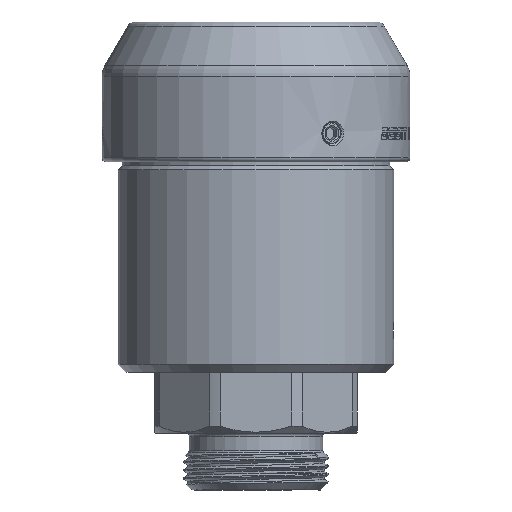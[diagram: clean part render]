
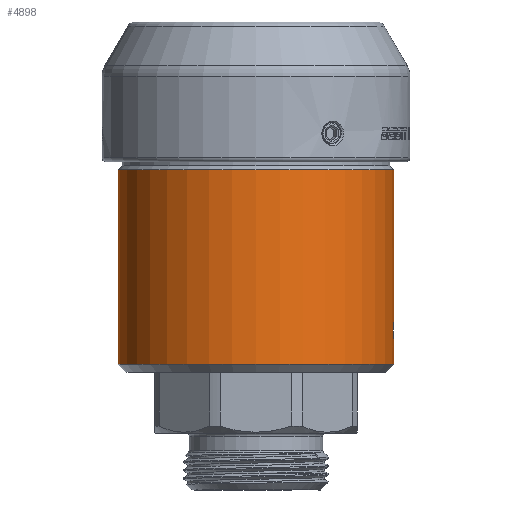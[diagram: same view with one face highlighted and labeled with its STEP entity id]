
A CAD part, front view. The second image highlights one B-rep face of the part: STEP entity #4898.
In plain terms, the highlighted cylindrical face has radius 34 mm (diameter 68 mm), a full revolution.
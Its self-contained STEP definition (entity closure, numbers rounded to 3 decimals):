
#4016=CARTESIAN_POINT('',(33.941,-2.004,-119.7));
#4017=VERTEX_POINT('',#4016);
#4029=CARTESIAN_POINT('',(33.997,-0.457,-118.984));
#4030=VERTEX_POINT('',#4029);
#4031=CARTESIAN_POINT('',(33.997,-0.457,-118.984));
#4032=CARTESIAN_POINT('',(33.989,-1.029,-119.071));
#4033=CARTESIAN_POINT('',(33.967,-1.569,-119.322));
#4034=CARTESIAN_POINT('',(33.941,-2.004,-119.7));
#4035=B_SPLINE_CURVE_WITH_KNOTS('',3,(#4031,#4032,#4033,#4034),.UNSPECIFIED.,.F.,.U.,(4,4),(0.,1.),.UNSPECIFIED.);
#4036=EDGE_CURVE('',#4030,#4017,#4035,.T.);
#4320=CARTESIAN_POINT('',(33.992,-0.726,-124.445));
#4321=VERTEX_POINT('',#4320);
#4322=CARTESIAN_POINT('',(33.941,-2.004,-119.7));
#4323=CARTESIAN_POINT('',(33.904,-2.635,-120.452));
#4324=CARTESIAN_POINT('',(33.867,-3.006,-122.022));
#4325=CARTESIAN_POINT('',(33.942,-2.074,-123.817));
#4326=CARTESIAN_POINT('',(33.982,-1.205,-124.339));
#4327=CARTESIAN_POINT('',(33.992,-0.726,-124.445));
#4328=B_SPLINE_CURVE_WITH_KNOTS('',3,(#4322,#4323,#4324,#4325,#4326,#4327),.UNSPECIFIED.,.F.,.U.,(4,1,1,4),(0.,0.5,0.75,1.),.UNSPECIFIED.);
#4329=EDGE_CURVE('',#4017,#4321,#4328,.T.);
#4558=CARTESIAN_POINT('',(33.928,2.207,-123.277));
#4559=VERTEX_POINT('',#4558);
#4573=CARTESIAN_POINT('',(34.,0.,-118.997));
#4574=VERTEX_POINT('',#4573);
#4575=CARTESIAN_POINT('',(34.,0.,-118.997));
#4576=CARTESIAN_POINT('',(34.,0.372,-119.031));
#4577=CARTESIAN_POINT('',(33.982,1.47,-119.31));
#4578=CARTESIAN_POINT('',(33.921,2.331,-120.126));
#4579=CARTESIAN_POINT('',(33.878,2.889,-121.532));
#4580=CARTESIAN_POINT('',(33.885,2.829,-122.321));
#4581=CARTESIAN_POINT('',(33.916,2.384,-123.044));
#4582=CARTESIAN_POINT('',(33.921,2.313,-123.148));
#4583=CARTESIAN_POINT('',(33.927,2.234,-123.245));
#4584=CARTESIAN_POINT('',(33.928,2.207,-123.277));
#4585=B_SPLINE_CURVE_WITH_KNOTS('',3,(#4575,#4576,#4577,#4578,#4579,#4580,#4581,#4582,#4583,#4584),.UNSPECIFIED.,.F.,.U.,(4,1,2,2,1,4),(0.,0.186,0.558,0.938,0.979,1.),.UNSPECIFIED.);
#4586=EDGE_CURVE('',#4574,#4559,#4585,.T.);
#4588=CARTESIAN_POINT('',(33.997,-0.457,-118.984));
#4589=CARTESIAN_POINT('',(33.997,-0.431,-118.983));
#4590=CARTESIAN_POINT('',(33.999,-0.304,-118.98));
#4591=CARTESIAN_POINT('',(34.,-0.152,-118.984));
#4592=CARTESIAN_POINT('',(34.,-0.025,-118.994));
#4593=CARTESIAN_POINT('',(34.,0.,-118.997));
#4594=B_SPLINE_CURVE_WITH_KNOTS('',3,(#4588,#4589,#4590,#4591,#4592,#4593),.UNSPECIFIED.,.F.,.U.,(4,1,1,4),(0.,0.167,0.834,1.),.UNSPECIFIED.);
#4595=EDGE_CURVE('',#4030,#4574,#4594,.T.);
#4660=CARTESIAN_POINT('',(34.,0.,-124.55));
#4661=VERTEX_POINT('',#4660);
#4662=CARTESIAN_POINT('',(33.928,2.207,-123.277));
#4663=CARTESIAN_POINT('',(33.937,2.077,-123.502));
#4664=CARTESIAN_POINT('',(33.966,1.585,-124.118));
#4665=CARTESIAN_POINT('',(33.993,0.838,-124.462));
#4666=CARTESIAN_POINT('',(33.999,0.259,-124.538));
#4667=CARTESIAN_POINT('',(34.,0.148,-124.548));
#4668=CARTESIAN_POINT('',(34.,0.037,-124.55));
#4669=CARTESIAN_POINT('',(34.,0.,-124.55));
#4670=B_SPLINE_CURVE_WITH_KNOTS('',3,(#4662,#4663,#4664,#4665,#4666,#4667,#4668,#4669),.UNSPECIFIED.,.F.,.U.,(4,1,2,1,4),(0.,0.291,0.873,0.958,1.),.UNSPECIFIED.);
#4671=EDGE_CURVE('',#4559,#4661,#4670,.T.);
#4673=CARTESIAN_POINT('',(34.,0.,-124.55));
#4674=CARTESIAN_POINT('',(34.,-0.041,-124.55));
#4675=CARTESIAN_POINT('',(34.,-0.163,-124.547));
#4676=CARTESIAN_POINT('',(33.999,-0.286,-124.535));
#4677=CARTESIAN_POINT('',(33.997,-0.447,-124.512));
#4678=CARTESIAN_POINT('',(33.995,-0.568,-124.488));
#4679=CARTESIAN_POINT('',(33.993,-0.687,-124.456));
#4680=CARTESIAN_POINT('',(33.992,-0.726,-124.445));
#4681=B_SPLINE_CURVE_WITH_KNOTS('',3,(#4673,#4674,#4675,#4676,#4677,#4678,#4679,#4680),.UNSPECIFIED.,.F.,.U.,(4,1,2,1,4),(0.,0.167,0.5,0.833,1.),.UNSPECIFIED.);
#4682=EDGE_CURVE('',#4661,#4321,#4681,.T.);
#4772=CARTESIAN_POINT('',(-34.,0.,-82.));
#4773=VERTEX_POINT('',#4772);
#4774=CARTESIAN_POINT('',(34.,0.,-82.));
#4775=VERTEX_POINT('',#4774);
#4776=CARTESIAN_POINT('',(0.,0.,-82.));
#4777=DIRECTION('',(-1.,0.,0.));
#4778=DIRECTION('',(0.,0.,1.));
#4779=AXIS2_PLACEMENT_3D('',#4776,#4778,#4777);
#4780=CIRCLE('',#4779,34.);
#4781=EDGE_CURVE('',#4773,#4775,#4780,.T.);
#4783=CARTESIAN_POINT('',(0.,0.,-82.));
#4784=DIRECTION('',(-1.,0.,0.));
#4785=DIRECTION('',(0.,0.,-1.));
#4786=AXIS2_PLACEMENT_3D('',#4783,#4785,#4784);
#4787=CIRCLE('',#4786,34.);
#4788=EDGE_CURVE('',#4773,#4775,#4787,.T.);
#4808=CARTESIAN_POINT('',(-34.,0.,-130.));
#4809=VERTEX_POINT('',#4808);
#4810=CARTESIAN_POINT('',(34.,0.,-130.));
#4811=VERTEX_POINT('',#4810);
#4812=CARTESIAN_POINT('',(0.,0.,-130.));
#4813=DIRECTION('',(-1.,0.,0.));
#4814=DIRECTION('',(0.,0.,-1.));
#4815=AXIS2_PLACEMENT_3D('',#4812,#4814,#4813);
#4816=CIRCLE('',#4815,34.);
#4817=EDGE_CURVE('',#4809,#4811,#4816,.T.);
#4844=CARTESIAN_POINT('',(0.,0.,-130.));
#4845=DIRECTION('',(1.,0.,0.));
#4846=DIRECTION('',(-0.,0.,-1.));
#4847=AXIS2_PLACEMENT_3D('',#4844,#4846,#4845);
#4848=CIRCLE('',#4847,34.);
#4849=EDGE_CURVE('',#4811,#4809,#4848,.T.);
#4867=CARTESIAN_POINT('',(0.,0.,-130.));
#4868=DIRECTION('',(1.,0.,0.));
#4869=DIRECTION('',(0.,0.,1.));
#4870=AXIS2_PLACEMENT_3D('',#4867,#4869,#4868);
#4871=CYLINDRICAL_SURFACE('',#4870,34.);
#4872=ORIENTED_EDGE('',*,*,#4849,.F.);
#4873=CARTESIAN_POINT('',(34.,0.,-130.));
#4874=DIRECTION('',(0.,0.,1.));
#4875=VECTOR('',#4874,5.45);
#4876=LINE('',#4873,#4875);
#4877=EDGE_CURVE('',#4811,#4661,#4876,.T.);
#4878=ORIENTED_EDGE('E1479',*,*,#4877,.T.);
#4879=ORIENTED_EDGE('E1479',*,*,#4682,.T.);
#4880=ORIENTED_EDGE('E1479',*,*,#4329,.F.);
#4881=ORIENTED_EDGE('E1479',*,*,#4036,.F.);
#4882=ORIENTED_EDGE('E1479',*,*,#4595,.T.);
#4883=CARTESIAN_POINT('',(34.,0.,-118.997));
#4884=DIRECTION('',(0.,0.,1.));
#4885=VECTOR('',#4884,36.997);
#4886=LINE('',#4883,#4885);
#4887=EDGE_CURVE('',#4574,#4775,#4886,.T.);
#4888=ORIENTED_EDGE('E1482',*,*,#4887,.T.);
#4889=ORIENTED_EDGE('E1482',*,*,#4781,.F.);
#4890=ORIENTED_EDGE('E1482',*,*,#4788,.T.);
#4891=ORIENTED_EDGE('E1482',*,*,#4887,.F.);
#4892=ORIENTED_EDGE('E1482',*,*,#4586,.T.);
#4893=ORIENTED_EDGE('E1482',*,*,#4671,.T.);
#4894=ORIENTED_EDGE('E1482',*,*,#4877,.F.);
#4895=ORIENTED_EDGE('E1482',*,*,#4817,.F.);
#4896=EDGE_LOOP('',(#4872,#4878,#4879,#4880,#4881,#4882,#4888,#4889,#4890,#4891,#4892,#4893,#4894,#4895));
#4897=FACE_OUTER_BOUND('',#4896,.T.);
#4898=ADVANCED_FACE('F558',(#4897),#4871,.T.);
